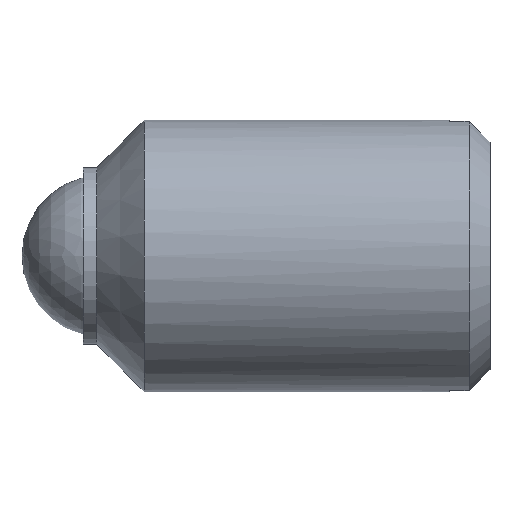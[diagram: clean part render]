
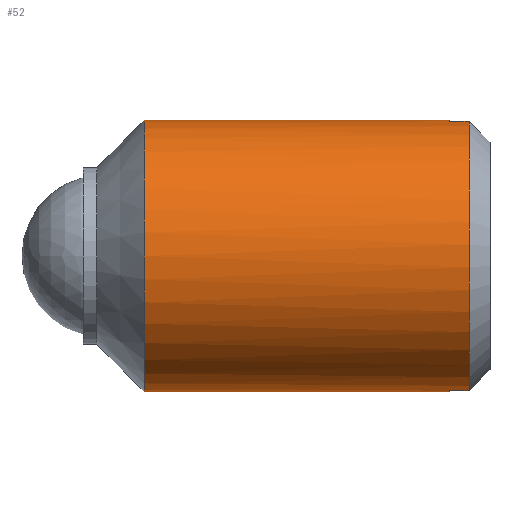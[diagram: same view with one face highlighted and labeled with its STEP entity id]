
A CAD part, left-side view. The second image highlights one B-rep face of the part: STEP entity #52.
In plain terms, the highlighted cylindrical face has radius 10 mm (diameter 20 mm), a full revolution.
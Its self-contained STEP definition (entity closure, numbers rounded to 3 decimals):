
#52 = ADVANCED_FACE( '', ( #109, #110 ), #111, .T. );
#109 = FACE_OUTER_BOUND( '', #173, .T. );
#110 = FACE_OUTER_BOUND( '', #174, .T. );
#111 = CYLINDRICAL_SURFACE( '', #175, 10. );
#173 = EDGE_LOOP( '', ( #250, #251, #252, #253, #254, #255, #256, #257 ) );
#174 = EDGE_LOOP( '', ( #258 ) );
#175 = AXIS2_PLACEMENT_3D( '', #259, #260, #261 );
#250 = ORIENTED_EDGE( '', *, *, #347, .F. );
#251 = ORIENTED_EDGE( '', *, *, #329, .F. );
#252 = ORIENTED_EDGE( '', *, *, #348, .F. );
#253 = ORIENTED_EDGE( '', *, *, #349, .F. );
#254 = ORIENTED_EDGE( '', *, *, #350, .F. );
#255 = ORIENTED_EDGE( '', *, *, #351, .F. );
#256 = ORIENTED_EDGE( '', *, *, #352, .F. );
#257 = ORIENTED_EDGE( '', *, *, #333, .F. );
#258 = ORIENTED_EDGE( '', *, *, #353, .T. );
#259 = CARTESIAN_POINT( '', ( 0., 0., 0. ) );
#260 = DIRECTION( '', ( 0., 1., 0. ) );
#261 = DIRECTION( '', ( 0., 0., -1. ) );
#329 = EDGE_CURVE( '', #373, #374, #375, .T. );
#333 = EDGE_CURVE( '', #380, #382, #383, .F. );
#347 = EDGE_CURVE( '', #374, #380, #401, .T. );
#348 = EDGE_CURVE( '', #402, #373, #403, .T. );
#349 = EDGE_CURVE( '', #404, #402, #405, .F. );
#350 = EDGE_CURVE( '', #406, #404, #407, .T. );
#351 = EDGE_CURVE( '', #408, #406, #409, .T. );
#352 = EDGE_CURVE( '', #382, #408, #410, .T. );
#353 = EDGE_CURVE( '', #411, #411, #412, .T. );
#373 = VERTEX_POINT( '', #433 );
#374 = VERTEX_POINT( '', #434 );
#375 = LINE( '', #435, #436 );
#380 = VERTEX_POINT( '', #445 );
#382 = VERTEX_POINT( '', #450 );
#383 = LINE( '', #451, #452 );
#401 = CIRCLE( '', #472, 10. );
#402 = VERTEX_POINT( '', #473 );
#403 = CIRCLE( '', #474, 10. );
#404 = VERTEX_POINT( '', #475 );
#405 = LINE( '', #476, #477 );
#406 = VERTEX_POINT( '', #478 );
#407 = CIRCLE( '', #479, 10. );
#408 = VERTEX_POINT( '', #480 );
#409 = LINE( '', #481, #482 );
#410 = CIRCLE( '', #483, 10. );
#411 = VERTEX_POINT( '', #484 );
#412 = CIRCLE( '', #485, 10. );
#433 = CARTESIAN_POINT( '', ( 1.25, 3., -9.922 ) );
#434 = CARTESIAN_POINT( '', ( 1.25, 1.534, -9.922 ) );
#435 = CARTESIAN_POINT( '', ( 1.25, 0., -9.922 ) );
#436 = VECTOR( '', #512, 1000. );
#445 = CARTESIAN_POINT( '', ( 1.25, 1.534, 9.922 ) );
#450 = CARTESIAN_POINT( '', ( 1.25, 3., 9.922 ) );
#451 = CARTESIAN_POINT( '', ( 1.25, 0., 9.922 ) );
#452 = VECTOR( '', #514, 1000. );
#472 = AXIS2_PLACEMENT_3D( '', #532, #533, #534 );
#473 = CARTESIAN_POINT( '', ( -1.25, 3., -9.922 ) );
#474 = AXIS2_PLACEMENT_3D( '', #535, #536, #537 );
#475 = CARTESIAN_POINT( '', ( -1.25, 1.534, -9.922 ) );
#476 = CARTESIAN_POINT( '', ( -1.25, 0., -9.922 ) );
#477 = VECTOR( '', #538, 1000. );
#478 = CARTESIAN_POINT( '', ( -1.25, 1.534, 9.922 ) );
#479 = AXIS2_PLACEMENT_3D( '', #539, #540, #541 );
#480 = CARTESIAN_POINT( '', ( -1.25, 3., 9.922 ) );
#481 = CARTESIAN_POINT( '', ( -1.25, 0., 9.922 ) );
#482 = VECTOR( '', #542, 1000. );
#483 = AXIS2_PLACEMENT_3D( '', #543, #544, #545 );
#484 = CARTESIAN_POINT( '', ( 0., 25.5, -10. ) );
#485 = AXIS2_PLACEMENT_3D( '', #546, #547, #548 );
#512 = DIRECTION( '', ( 0., -1., 0. ) );
#514 = DIRECTION( '', ( 0., -1., 0. ) );
#532 = CARTESIAN_POINT( '', ( 0., 1.534, 0. ) );
#533 = DIRECTION( '', ( 0., -1., 0. ) );
#534 = DIRECTION( '', ( 0., 0., -1. ) );
#535 = CARTESIAN_POINT( '', ( 0., 3., 0. ) );
#536 = DIRECTION( '', ( 0., -1., 0. ) );
#537 = DIRECTION( '', ( 0., 0., -1. ) );
#538 = DIRECTION( '', ( 0., -1., 0. ) );
#539 = CARTESIAN_POINT( '', ( 0., 1.534, 0. ) );
#540 = DIRECTION( '', ( 0., -1., 0. ) );
#541 = DIRECTION( '', ( 0., 0., -1. ) );
#542 = DIRECTION( '', ( 0., -1., 0. ) );
#543 = CARTESIAN_POINT( '', ( 0., 3., 0. ) );
#544 = DIRECTION( '', ( 0., -1., 0. ) );
#545 = DIRECTION( '', ( 0., 0., -1. ) );
#546 = CARTESIAN_POINT( '', ( 0., 25.5, 0. ) );
#547 = DIRECTION( '', ( 0., -1., 0. ) );
#548 = DIRECTION( '', ( 0., 0., -1. ) );
